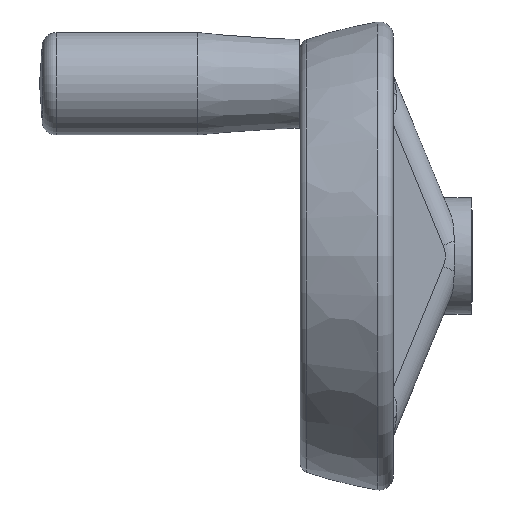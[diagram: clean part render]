
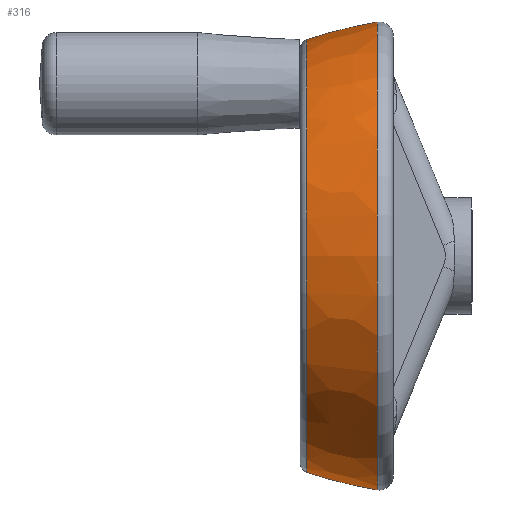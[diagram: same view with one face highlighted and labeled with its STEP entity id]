
A CAD part, top view. The second image highlights one B-rep face of the part: STEP entity #316.
In plain terms, the highlighted free-form (B-spline) face has degree [3, 3] with [4, 7] control points.
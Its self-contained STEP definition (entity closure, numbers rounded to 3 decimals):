
#97=(
BOUNDED_SURFACE()
B_SPLINE_SURFACE(3,3,((#1569,#1570,#1571,#1572,#1573,#1574,#1575),(#1576,
#1577,#1578,#1579,#1580,#1581,#1582),(#1583,#1584,#1585,#1586,#1587,#1588,
#1589),(#1590,#1591,#1592,#1593,#1594,#1595,#1596)),.UNSPECIFIED.,.F.,.T.,
.F.)
B_SPLINE_SURFACE_WITH_KNOTS((4,4),(1,3,3,3,1),(0.,1.),(-0.5,0.,0.5,1.,1.5),
.UNSPECIFIED.)
GEOMETRIC_REPRESENTATION_ITEM()
RATIONAL_B_SPLINE_SURFACE(((1.,0.333,0.333,1.,0.333,
0.333,1.),(0.998,0.333,0.333,
0.998,0.333,0.333,0.998),
(0.998,0.333,0.333,0.998,
0.333,0.333,0.998),(1.,0.333,
0.333,1.,0.333,0.333,1.)))
REPRESENTATION_ITEM('')
SURFACE()
);
#316=ADVANCED_FACE('',(#388,#389),#97,.T.);
#388=FACE_BOUND('',#431,.T.);
#389=FACE_BOUND('',#432,.T.);
#431=EDGE_LOOP('',(#547));
#432=EDGE_LOOP('',(#548));
#547=ORIENTED_EDGE('',*,*,#887,.F.);
#548=ORIENTED_EDGE('',*,*,#886,.T.);
#792=VERTEX_POINT('',#1565);
#793=VERTEX_POINT('',#1568);
#886=EDGE_CURVE('',#792,#792,#982,.T.);
#887=EDGE_CURVE('',#793,#793,#983,.T.);
#982=CIRCLE('',#1046,46.469);
#983=CIRCLE('',#1048,50.236);
#1046=AXIS2_PLACEMENT_3D('',#1564,#1193,#1194);
#1048=AXIS2_PLACEMENT_3D('',#1567,#1197,#1198);
#1193=DIRECTION('',(1.,0.,0.));
#1194=DIRECTION('',(0.,0.,-1.));
#1197=DIRECTION('',(1.,0.,0.));
#1198=DIRECTION('',(0.,0.,-1.));
#1564=CARTESIAN_POINT('',(219.114,233.,0.));
#1565=CARTESIAN_POINT('',(219.114,233.,-46.469));
#1567=CARTESIAN_POINT('',(234.26,233.,0.));
#1568=CARTESIAN_POINT('',(234.26,233.,-50.236));
#1569=CARTESIAN_POINT('',(234.26,233.,-50.236));
#1570=CARTESIAN_POINT('',(234.26,333.473,-50.236));
#1571=CARTESIAN_POINT('',(234.26,333.473,50.236));
#1572=CARTESIAN_POINT('',(234.26,233.,50.236));
#1573=CARTESIAN_POINT('',(234.26,132.527,50.236));
#1574=CARTESIAN_POINT('',(234.26,132.527,-50.236));
#1575=CARTESIAN_POINT('',(234.26,233.,-50.236));
#1576=CARTESIAN_POINT('',(229.116,233.,-49.384));
#1577=CARTESIAN_POINT('',(229.116,331.769,-49.384));
#1578=CARTESIAN_POINT('',(229.116,331.769,49.384));
#1579=CARTESIAN_POINT('',(229.116,233.,49.384));
#1580=CARTESIAN_POINT('',(229.116,134.231,49.384));
#1581=CARTESIAN_POINT('',(229.116,134.231,-49.384));
#1582=CARTESIAN_POINT('',(229.116,233.,-49.384));
#1583=CARTESIAN_POINT('',(224.057,233.,-48.126));
#1584=CARTESIAN_POINT('',(224.057,329.252,-48.126));
#1585=CARTESIAN_POINT('',(224.057,329.252,48.126));
#1586=CARTESIAN_POINT('',(224.057,233.,48.126));
#1587=CARTESIAN_POINT('',(224.057,136.748,48.126));
#1588=CARTESIAN_POINT('',(224.057,136.748,-48.126));
#1589=CARTESIAN_POINT('',(224.057,233.,-48.126));
#1590=CARTESIAN_POINT('',(219.114,233.,-46.469));
#1591=CARTESIAN_POINT('',(219.114,325.937,-46.469));
#1592=CARTESIAN_POINT('',(219.114,325.937,46.469));
#1593=CARTESIAN_POINT('',(219.114,233.,46.469));
#1594=CARTESIAN_POINT('',(219.114,140.063,46.469));
#1595=CARTESIAN_POINT('',(219.114,140.063,-46.469));
#1596=CARTESIAN_POINT('',(219.114,233.,-46.469));
